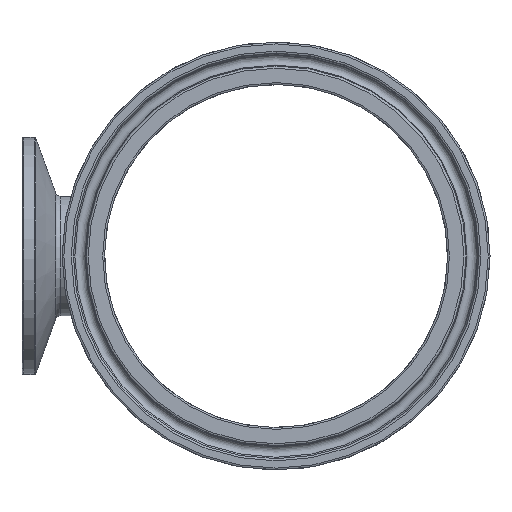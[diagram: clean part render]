
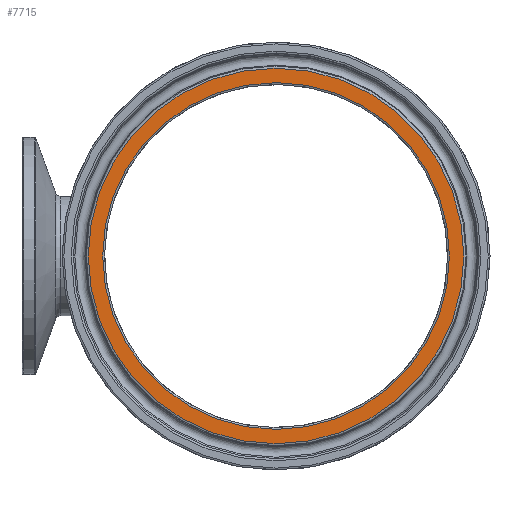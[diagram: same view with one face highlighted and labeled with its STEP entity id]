
A CAD part, left-side view. The second image highlights one B-rep face of the part: STEP entity #7715.
In plain terms, the highlighted planar face has unit normal (-1, 0, 0).
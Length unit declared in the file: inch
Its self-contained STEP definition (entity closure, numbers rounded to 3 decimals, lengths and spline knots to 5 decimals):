
#157=FACE_BOUND('',#1457,.T.);
#551=PLANE('',#8170);
#959=FACE_OUTER_BOUND('',#1456,.T.);
#1456=EDGE_LOOP('',(#7082));
#1457=EDGE_LOOP('',(#7083));
#3060=CIRCLE('',#8169,1.45);
#3061=CIRCLE('',#8171,1.57066);
#3816=VERTEX_POINT('',#16757);
#3817=VERTEX_POINT('',#16760);
#4920=EDGE_CURVE('',#3816,#3816,#3060,.T.);
#4921=EDGE_CURVE('',#3817,#3817,#3061,.T.);
#7082=ORIENTED_EDGE('',*,*,#4921,.F.);
#7083=ORIENTED_EDGE('',*,*,#4920,.F.);
#7715=ADVANCED_FACE('',(#959,#157),#551,.T.);
#8169=AXIS2_PLACEMENT_3D('',#16758,#9569,#9570);
#8170=AXIS2_PLACEMENT_3D('',#16759,#9571,#9572);
#8171=AXIS2_PLACEMENT_3D('',#16761,#9573,#9574);
#9569=DIRECTION('center_axis',(-1.,0.,0.));
#9570=DIRECTION('ref_axis',(0.,-1.,0.));
#9571=DIRECTION('center_axis',(-1.,0.,0.));
#9572=DIRECTION('ref_axis',(0.,0.,1.));
#9573=DIRECTION('center_axis',(1.,0.,0.));
#9574=DIRECTION('ref_axis',(0.,-1.,0.));
#16757=CARTESIAN_POINT('',(-3.875,1.45,0.));
#16758=CARTESIAN_POINT('Origin',(-3.875,0.,0.));
#16759=CARTESIAN_POINT('Origin',(-3.875,1.58466,0.));
#16760=CARTESIAN_POINT('',(-3.875,1.57066,0.));
#16761=CARTESIAN_POINT('Origin',(-3.875,0.,0.));
